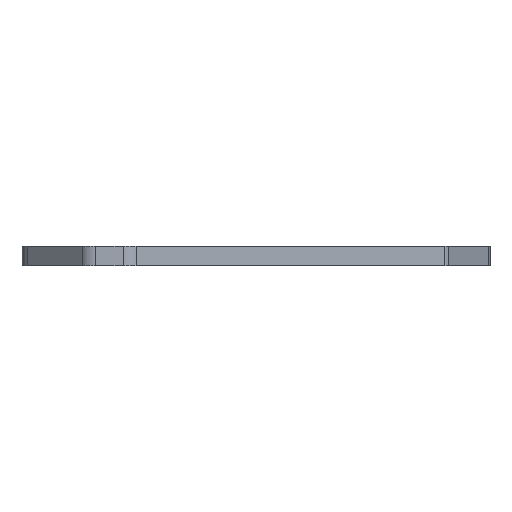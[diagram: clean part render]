
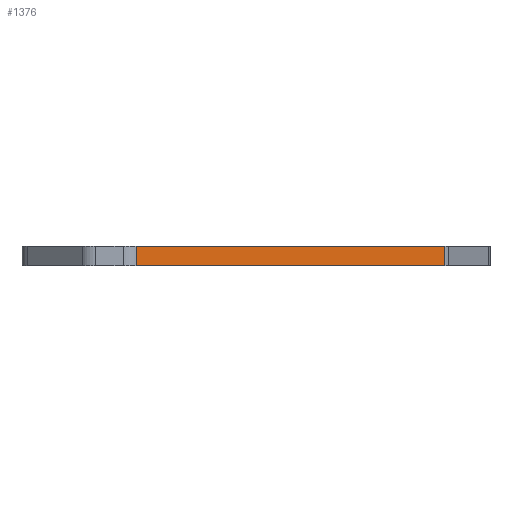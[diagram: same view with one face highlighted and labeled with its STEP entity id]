
A CAD part, left-side view. The second image highlights one B-rep face of the part: STEP entity #1376.
In plain terms, the highlighted planar face has unit normal (-0.707, -0.707, 0).
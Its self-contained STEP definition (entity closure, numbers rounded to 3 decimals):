
#8 = DIRECTION ( 'NONE',  ( -0.707, 0.707, 0. ) ) ;
#40 = LINE ( 'NONE', #1269, #694 ) ;
#64 = VECTOR ( 'NONE', #1621, 1000. ) ;
#107 = ORIENTED_EDGE ( 'NONE', *, *, #1037, .T. ) ;
#239 = LINE ( 'NONE', #1099, #1635 ) ;
#256 = DIRECTION ( 'NONE',  ( 0.707, -0.707, 0. ) ) ;
#264 = ORIENTED_EDGE ( 'NONE', *, *, #714, .T. ) ;
#315 = AXIS2_PLACEMENT_3D ( 'NONE', #1577, #1668, #8 ) ;
#370 = VERTEX_POINT ( 'NONE', #1535 ) ;
#374 = EDGE_CURVE ( 'NONE', #370, #544, #40, .T. ) ;
#378 = FACE_OUTER_BOUND ( 'NONE', #1158, .T. ) ;
#415 = DIRECTION ( 'NONE',  ( 0., 0., -1. ) ) ;
#432 = ORIENTED_EDGE ( 'NONE', *, *, #1447, .T. ) ;
#439 = VECTOR ( 'NONE', #415, 1000. ) ;
#489 = PLANE ( 'NONE',  #315 ) ;
#510 = CARTESIAN_POINT ( 'NONE',  ( -58.448, 58.448, 0. ) ) ;
#544 = VERTEX_POINT ( 'NONE', #1559 ) ;
#555 = CARTESIAN_POINT ( 'NONE',  ( -58.448, 58.448, 0. ) ) ;
#694 = VECTOR ( 'NONE', #716, 1000. ) ;
#714 = EDGE_CURVE ( 'NONE', #370, #1676, #1517, .T. ) ;
#716 = DIRECTION ( 'NONE',  ( 0.707, -0.707, 0. ) ) ;
#1037 = EDGE_CURVE ( 'NONE', #1676, #1194, #239, .T. ) ;
#1083 = LINE ( 'NONE', #1776, #64 ) ;
#1099 = CARTESIAN_POINT ( 'NONE',  ( 0., 0., 0. ) ) ;
#1158 = EDGE_LOOP ( 'NONE', ( #1334, #264, #107, #432 ) ) ;
#1194 = VERTEX_POINT ( 'NONE', #1386 ) ;
#1269 = CARTESIAN_POINT ( 'NONE',  ( 0., 0., 3.175 ) ) ;
#1334 = ORIENTED_EDGE ( 'NONE', *, *, #374, .F. ) ;
#1376 = ADVANCED_FACE ( 'NONE', ( #378 ), #489, .F. ) ;
#1386 = CARTESIAN_POINT ( 'NONE',  ( -7.493, 7.493, 0. ) ) ;
#1447 = EDGE_CURVE ( 'NONE', #1194, #544, #1083, .T. ) ;
#1517 = LINE ( 'NONE', #510, #439 ) ;
#1535 = CARTESIAN_POINT ( 'NONE',  ( -58.448, 58.448, 3.175 ) ) ;
#1559 = CARTESIAN_POINT ( 'NONE',  ( -7.493, 7.493, 3.175 ) ) ;
#1577 = CARTESIAN_POINT ( 'NONE',  ( 0., 0., 3.175 ) ) ;
#1621 = DIRECTION ( 'NONE',  ( 0., 0., 1. ) ) ;
#1635 = VECTOR ( 'NONE', #256, 1000. ) ;
#1668 = DIRECTION ( 'NONE',  ( 0.707, 0.707, 0. ) ) ;
#1676 = VERTEX_POINT ( 'NONE', #555 ) ;
#1776 = CARTESIAN_POINT ( 'NONE',  ( -7.493, 7.493, 3.175 ) ) ;
